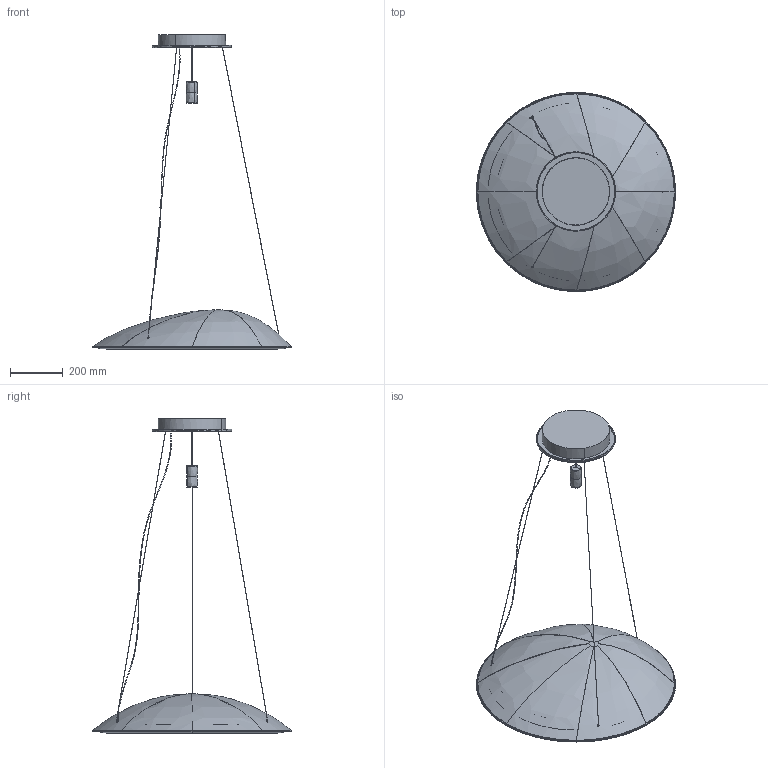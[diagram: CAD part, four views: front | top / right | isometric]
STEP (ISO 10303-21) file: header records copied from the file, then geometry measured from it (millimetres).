
FILE_DESCRIPTION(/* description */ (''),/* implementation_level */ '2;1');
FILE_NAME(/* name */ 'Ameluna RGB',/* time_stamp */ '2025-02-06T09:54:20+01:00',/* author */ (''),/* organization */ (''),/* preprocessor_version */ 'ST-DEVELOPER v16.5',/* originating_system */ 'Rhino 7.37',/* authorisation */ '');
FILE_SCHEMA (('AUTOMOTIVE_DESIGN'));
Products named in the file (9): Document; Blocco 307; Blocco 277; Blocco 179; Blocco 15; Blocco 14; Blocco 13; Blocco 12; Blocco 01
Assembly tree (8 placements, depth 2):
  Document
    Blocco 307
    Blocco 277
    Blocco 179
    Blocco 15
    Blocco 14
    Blocco 13
    Blocco 12
    Blocco 01
Bounding box: 753.14 x 753.17 x 1190.4 mm (x, y, z)
Volume: 36.8 mm3; surface area: 1751653.8 mm2
Topology: 1 solids, 714 shells, 960 faces, 4079 edges, 3636 vertices
Faces by surface type: bspline 638, plane 204, cylinder 118
Entity records: 104578 total; most frequent: CARTESIAN_POINT 71050, ORIENTED_EDGE 4559, EDGE_CURVE 4071, VERTEX_POINT 3636, B_SPLINE_CURVE_WITH_KNOTS 2027, COLOUR_RGB 1609, FILL_AREA_STYLE_COLOUR 1609, FILL_AREA_STYLE 1609
